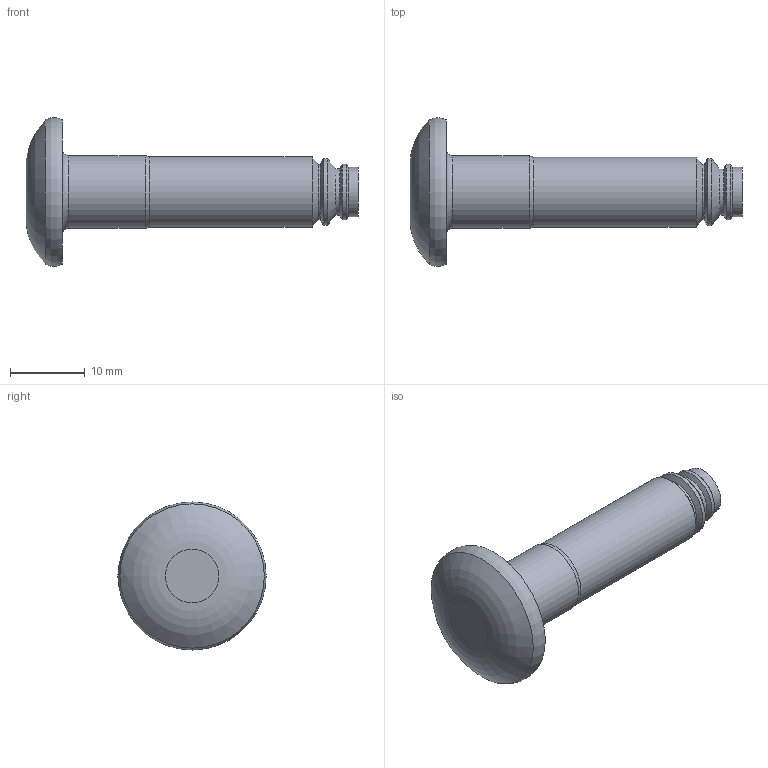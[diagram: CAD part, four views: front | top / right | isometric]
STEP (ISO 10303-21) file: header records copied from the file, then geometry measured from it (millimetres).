
FILE_DESCRIPTION (( 'STEP AP203' ), '1' );
FILE_NAME ('BT-( )12-8.STEP', '2020-07-02T20:32:11', ( '' ), ( '' ), 'SwSTEP 2.0', 'SolidWorks 2018', '' );
FILE_SCHEMA (( 'CONFIG_CONTROL_DESIGN' ));
Length unit declared in the file: inch
Products named in the file (1): BT-( )12-8
Bounding box: 44.5 x 19.88 x 19.84 mm (x, y, z)
Volume: 3868.1 mm3; surface area: 1919 mm2
Topology: 1 solids, 1 shells, 19 faces, 34 edges, 18 vertices
Faces by surface type: cylinder 7, cone 6, torus 3, plane 3
Full cylindrical faces by diameter (mm): 6.172 x1, 6.629 x1, 7.429 x2, 8.973 x1, 9.411 x1, 9.735 x1
Entity records: 453 total; most frequent: DIRECTION 76, CARTESIAN_POINT 56, AXIS2_PLACEMENT_3D 38, EDGE_LOOP 36, ORIENTED_EDGE 36, FACE_OUTER_BOUND 29, ADVANCED_FACE 19, VERTEX_POINT 18
